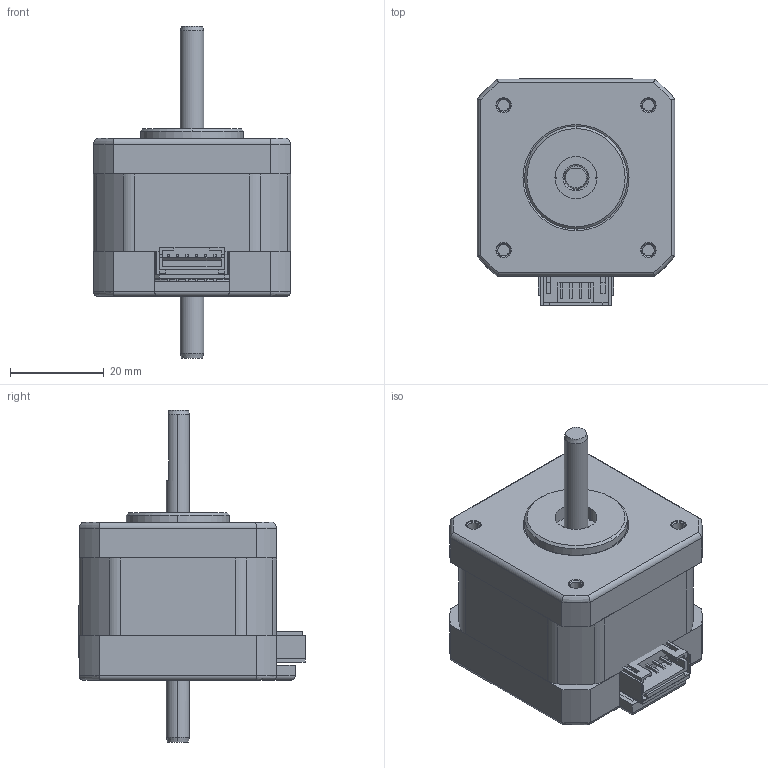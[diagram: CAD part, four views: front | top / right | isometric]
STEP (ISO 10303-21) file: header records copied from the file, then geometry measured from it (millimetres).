
FILE_DESCRIPTION((''),'2;1');
FILE_NAME('4611110011490_ASM','2024-04-17T10:45:10',('ms26442'),(''),'CREO PARAMETRIC BY PTC INC, 2018100','CREO PARAMETRIC BY PTC INC, 2018100','');
FILE_SCHEMA(('CONFIG_CONTROL_DESIGN'));
Products named in the file (25): 4613102100900; 3698153000606; 3698153000588; 4718405003462; 4613104001891_ASM; 4713101000492; 4613103003563_ASM; 4219121304664; 4613106100097_AF0; 4693220000376_AF0; 4613106100097_AF1; 4332101101877_AF0; 4613107105350_ASM; 4333201500066; 4333201500914; 4331101000001; 4613108002358_ASM; 4219121305415; 4294404000181; 4294440200012_AF0; 4294440200012_AF1; 4613153000339_ASM; 3219720000388; 3219720005029; 4611110011490_ASM
Assembly tree (28 placements, depth 5):
  4611110011490_ASM
    4613153000339_ASM
      4613103003563_ASM
        4613104001891_ASM
          4613102100900
          3698153000606
          3698153000588
          4718405003462
        4713101000492
      4219121304664
      4613108002358_ASM
        4613107105350_ASM
          4613106100097_AF0
          4693220000376_AF0
          4613106100097_AF1
          4332101101877_AF0
        4333201500066
        4333201500914
        4331101000001  x2
      4219121305415
      4294404000181  x4
      4294440200012_AF0
      4294440200012_AF1
    3219720000388
    3219720005029
Bounding box: 42.2 x 48.35 x 71 mm (x, y, z)
Volume: 42825.8 mm3; surface area: 48632.7 mm2
Topology: 26 solids, 40 shells, 3108 faces, 8600 edges, 5642 vertices
Faces by surface type: plane 1633, cylinder 1315, cone 65, torus 54, extrusion 24, bspline 9, sphere 8
Entity records: 98073 total; most frequent: CARTESIAN_POINT 18882, DIRECTION 16786, ORIENTED_EDGE 16544, EDGE_CURVE 8290, AXIS2_PLACEMENT_3D 5741, VERTEX_POINT 5438, VECTOR 5304, LINE 5280
